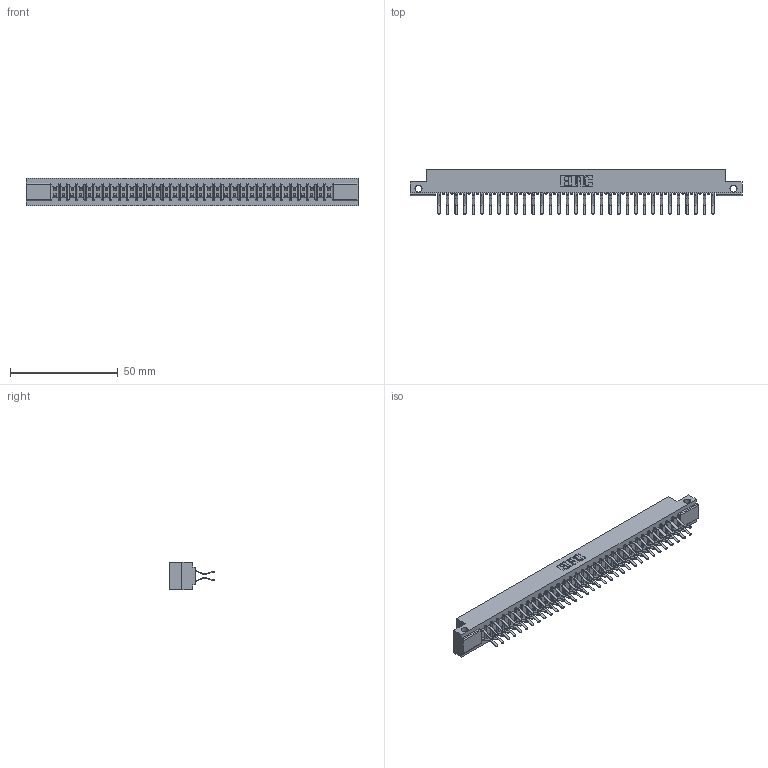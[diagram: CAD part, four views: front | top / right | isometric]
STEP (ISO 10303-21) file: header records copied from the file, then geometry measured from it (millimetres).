
FILE_DESCRIPTION (( 'STEP AP203' ), '1' );
FILE_NAME ('357-066-460-212.STEP', '2020-10-05T01:07:19', ( '' ), ( '' ), 'SwSTEP 2.0', 'SolidWorks 2020', '' );
FILE_SCHEMA (( 'CONFIG_CONTROL_DESIGN' ));
Length unit declared in the file: inch
Products named in the file (3): 307-290-001_560; 357-066-460-212; 307 Part_.128 Dia Side Mounting Holes
Assembly tree (67 placements, depth 2):
  357-066-460-212
    307 Part_.128 Dia Side Mounting Holes
    307-290-001_560  x66
Bounding box: 153.77 x 20.73 x 12.7 mm (x, y, z)
Volume: 16228.2 mm3; surface area: 20102.8 mm2
Topology: 67 solids, 67 shells, 3452 faces, 9695 edges, 6282 vertices
Faces by surface type: plane 2248, cylinder 1136, sphere 68
Entity records: 30562 total; most frequent: CARTESIAN_POINT 5001, ORIENTED_EDGE 4954, DIRECTION 4903, EDGE_CURVE 2477, VECTOR 1895, LINE 1895, VERTEX_POINT 1602, AXIS2_PLACEMENT_3D 1504
